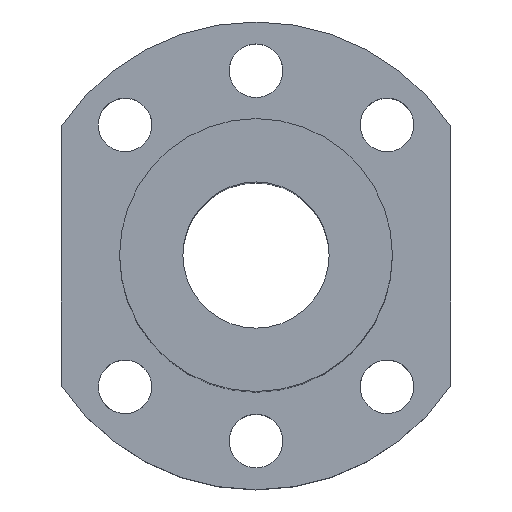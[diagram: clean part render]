
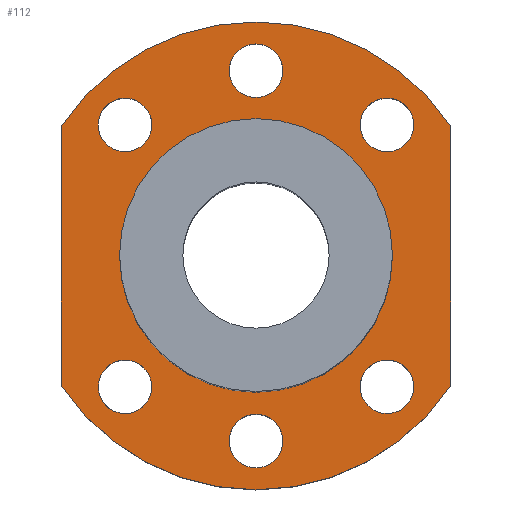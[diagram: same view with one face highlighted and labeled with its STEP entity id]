
A CAD part, top view. The second image highlights one B-rep face of the part: STEP entity #112.
In plain terms, the highlighted planar face has unit normal (0, 0, 1).
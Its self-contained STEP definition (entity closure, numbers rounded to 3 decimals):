
#112=ADVANCED_FACE('',(#155,#156,#157,#158,#159,#160,#161,#162),#127,.T.);
#127=PLANE('',#367);
#133=LINE('',#504,#141);
#134=LINE('',#508,#142);
#141=VECTOR('',#423,1.);
#142=VECTOR('',#426,1.);
#155=FACE_BOUND('',#189,.T.);
#156=FACE_BOUND('',#190,.T.);
#157=FACE_BOUND('',#191,.T.);
#158=FACE_BOUND('',#192,.T.);
#159=FACE_BOUND('',#193,.T.);
#160=FACE_BOUND('',#194,.T.);
#161=FACE_BOUND('',#195,.T.);
#162=FACE_BOUND('',#196,.T.);
#189=EDGE_LOOP('',(#230));
#190=EDGE_LOOP('',(#231));
#191=EDGE_LOOP('',(#232));
#192=EDGE_LOOP('',(#233));
#193=EDGE_LOOP('',(#234));
#194=EDGE_LOOP('',(#235));
#195=EDGE_LOOP('',(#236));
#196=EDGE_LOOP('',(#237,#238,#239,#240));
#230=ORIENTED_EDGE('',*,*,#310,.F.);
#231=ORIENTED_EDGE('',*,*,#311,.F.);
#232=ORIENTED_EDGE('',*,*,#312,.F.);
#233=ORIENTED_EDGE('',*,*,#313,.F.);
#234=ORIENTED_EDGE('',*,*,#314,.F.);
#235=ORIENTED_EDGE('',*,*,#315,.F.);
#236=ORIENTED_EDGE('',*,*,#316,.F.);
#237=ORIENTED_EDGE('',*,*,#317,.F.);
#238=ORIENTED_EDGE('',*,*,#318,.T.);
#239=ORIENTED_EDGE('',*,*,#319,.F.);
#240=ORIENTED_EDGE('',*,*,#320,.T.);
#286=VERTEX_POINT('',#488);
#287=VERTEX_POINT('',#490);
#288=VERTEX_POINT('',#492);
#289=VERTEX_POINT('',#494);
#290=VERTEX_POINT('',#496);
#291=VERTEX_POINT('',#498);
#292=VERTEX_POINT('',#500);
#293=VERTEX_POINT('',#502);
#294=VERTEX_POINT('',#503);
#295=VERTEX_POINT('',#505);
#296=VERTEX_POINT('',#507);
#310=EDGE_CURVE('',#286,#286,#336,.T.);
#311=EDGE_CURVE('',#287,#287,#337,.T.);
#312=EDGE_CURVE('',#288,#288,#338,.T.);
#313=EDGE_CURVE('',#289,#289,#339,.T.);
#314=EDGE_CURVE('',#290,#290,#340,.T.);
#315=EDGE_CURVE('',#291,#291,#341,.T.);
#316=EDGE_CURVE('',#292,#292,#342,.T.);
#317=EDGE_CURVE('',#293,#294,#343,.T.);
#318=EDGE_CURVE('',#293,#295,#133,.T.);
#319=EDGE_CURVE('',#296,#295,#344,.T.);
#320=EDGE_CURVE('',#296,#294,#134,.T.);
#336=CIRCLE('',#358,14.);
#337=CIRCLE('',#359,2.75);
#338=CIRCLE('',#360,2.75);
#339=CIRCLE('',#361,2.75);
#340=CIRCLE('',#362,2.75);
#341=CIRCLE('',#363,2.75);
#342=CIRCLE('',#364,2.75);
#343=CIRCLE('',#365,24.);
#344=CIRCLE('',#366,24.);
#358=AXIS2_PLACEMENT_3D('',#487,#407,#408);
#359=AXIS2_PLACEMENT_3D('',#489,#409,#410);
#360=AXIS2_PLACEMENT_3D('',#491,#411,#412);
#361=AXIS2_PLACEMENT_3D('',#493,#413,#414);
#362=AXIS2_PLACEMENT_3D('',#495,#415,#416);
#363=AXIS2_PLACEMENT_3D('',#497,#417,#418);
#364=AXIS2_PLACEMENT_3D('',#499,#419,#420);
#365=AXIS2_PLACEMENT_3D('',#501,#421,#422);
#366=AXIS2_PLACEMENT_3D('',#506,#424,#425);
#367=AXIS2_PLACEMENT_3D('',#509,#427,#428);
#407=DIRECTION('',(0.,0.,1.));
#408=DIRECTION('',(1.,0.,0.));
#409=DIRECTION('',(0.,0.,1.));
#410=DIRECTION('',(1.,0.,0.));
#411=DIRECTION('',(0.,0.,1.));
#412=DIRECTION('',(1.,0.,0.));
#413=DIRECTION('',(0.,0.,1.));
#414=DIRECTION('',(1.,0.,0.));
#415=DIRECTION('',(0.,0.,1.));
#416=DIRECTION('',(1.,0.,0.));
#417=DIRECTION('',(0.,0.,1.));
#418=DIRECTION('',(1.,0.,0.));
#419=DIRECTION('',(0.,0.,1.));
#420=DIRECTION('',(1.,0.,0.));
#421=DIRECTION('',(0.,0.,-1.));
#422=DIRECTION('',(-1.,0.,0.));
#423=DIRECTION('',(0.,-1.,0.));
#424=DIRECTION('',(0.,0.,-1.));
#425=DIRECTION('',(-1.,0.,0.));
#426=DIRECTION('',(0.,1.,0.));
#427=DIRECTION('',(0.,0.,1.));
#428=DIRECTION('',(1.,0.,0.));
#487=CARTESIAN_POINT('',(0.,0.,12.));
#488=CARTESIAN_POINT('',(14.,0.,12.));
#489=CARTESIAN_POINT('',(13.435,-13.435,12.));
#490=CARTESIAN_POINT('',(16.185,-13.435,12.));
#491=CARTESIAN_POINT('',(0.,-19.,12.));
#492=CARTESIAN_POINT('',(2.75,-19.,12.));
#493=CARTESIAN_POINT('',(-13.435,-13.435,12.));
#494=CARTESIAN_POINT('',(-10.685,-13.435,12.));
#495=CARTESIAN_POINT('',(13.435,13.435,12.));
#496=CARTESIAN_POINT('',(16.185,13.435,12.));
#497=CARTESIAN_POINT('',(0.,19.,12.));
#498=CARTESIAN_POINT('',(2.75,19.,12.));
#499=CARTESIAN_POINT('',(-13.435,13.435,12.));
#500=CARTESIAN_POINT('',(-10.685,13.435,12.));
#501=CARTESIAN_POINT('',(0.,0.,12.));
#502=CARTESIAN_POINT('',(-20.,13.266,12.));
#503=CARTESIAN_POINT('',(20.,13.266,12.));
#504=CARTESIAN_POINT('',(-20.,0.,12.));
#505=CARTESIAN_POINT('',(-20.,-13.266,12.));
#506=CARTESIAN_POINT('',(0.,0.,12.));
#507=CARTESIAN_POINT('',(20.,-13.266,12.));
#508=CARTESIAN_POINT('',(20.,0.,12.));
#509=CARTESIAN_POINT('',(0.,0.,12.));
